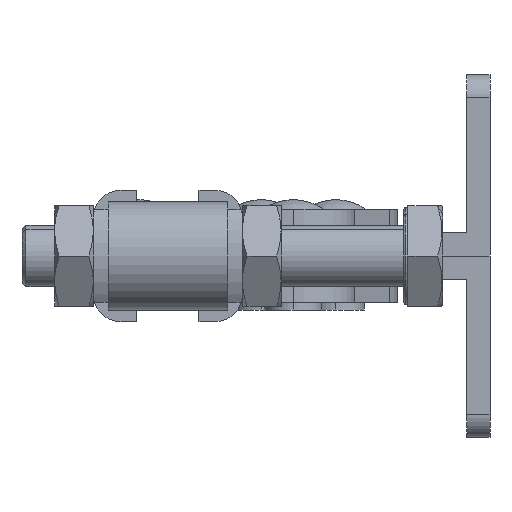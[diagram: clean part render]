
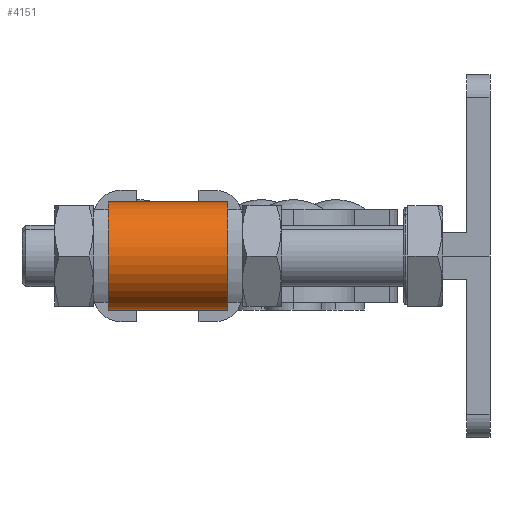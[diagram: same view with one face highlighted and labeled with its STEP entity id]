
A CAD part, left-side view. The second image highlights one B-rep face of the part: STEP entity #4151.
In plain terms, the highlighted cylindrical face has radius 7 mm (diameter 14 mm), a partial arc.
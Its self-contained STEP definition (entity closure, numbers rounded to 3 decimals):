
#915 = CARTESIAN_POINT ( 'NONE',  ( -107.802, 183.621, -7. ) ) ;
#953 = EDGE_CURVE ( 'NONE', #4760, #6310, #9206, .T. ) ;
#1180 = ORIENTED_EDGE ( 'NONE', *, *, #4122, .T. ) ;
#1580 = DIRECTION ( 'NONE',  ( 0., -1., 0. ) ) ;
#1648 = AXIS2_PLACEMENT_3D ( 'NONE', #3917, #5382, #4882 ) ;
#1865 = CYLINDRICAL_SURFACE ( 'NONE', #5206, 7. ) ;
#2668 = CARTESIAN_POINT ( 'NONE',  ( -107.802, 183.621, 7. ) ) ;
#2843 = EDGE_CURVE ( 'NONE', #3579, #4760, #3409, .T. ) ;
#2999 = VECTOR ( 'NONE', #7129, 1000. ) ;
#3302 = VECTOR ( 'NONE', #6773, 1000. ) ;
#3409 = CIRCLE ( 'NONE', #6250, 7. ) ;
#3579 = VERTEX_POINT ( 'NONE', #6439 ) ;
#3917 = CARTESIAN_POINT ( 'NONE',  ( -107.802, 34., 0. ) ) ;
#4122 = EDGE_CURVE ( 'NONE', #4678, #6310, #5980, .T. ) ;
#4130 = CARTESIAN_POINT ( 'NONE',  ( -107.802, 183.621, 0. ) ) ;
#4151 = ADVANCED_FACE ( 'NONE', ( #5755 ), #1865, .T. ) ;
#4273 = EDGE_LOOP ( 'NONE', ( #5294, #1180, #7053, #4879 ) ) ;
#4548 = CARTESIAN_POINT ( 'NONE',  ( -107.802, 34., 7. ) ) ;
#4678 = VERTEX_POINT ( 'NONE', #5869 ) ;
#4760 = VERTEX_POINT ( 'NONE', #5938 ) ;
#4879 = ORIENTED_EDGE ( 'NONE', *, *, #2843, .F. ) ;
#4882 = DIRECTION ( 'NONE',  ( 1., 0., 0. ) ) ;
#5206 = AXIS2_PLACEMENT_3D ( 'NONE', #4130, #1580, #6048 ) ;
#5225 = EDGE_CURVE ( 'NONE', #3579, #4678, #6888, .T. ) ;
#5294 = ORIENTED_EDGE ( 'NONE', *, *, #5225, .T. ) ;
#5382 = DIRECTION ( 'NONE',  ( 0., 1., 0. ) ) ;
#5496 = DIRECTION ( 'NONE',  ( 0., 1., 0. ) ) ;
#5755 = FACE_OUTER_BOUND ( 'NONE', #4273, .T. ) ;
#5869 = CARTESIAN_POINT ( 'NONE',  ( -107.802, 34., -7. ) ) ;
#5938 = CARTESIAN_POINT ( 'NONE',  ( -107.802, 49.5, 7. ) ) ;
#5980 = CIRCLE ( 'NONE', #1648, 7. ) ;
#6048 = DIRECTION ( 'NONE',  ( 1., 0., 0. ) ) ;
#6250 = AXIS2_PLACEMENT_3D ( 'NONE', #6887, #5496, #8929 ) ;
#6310 = VERTEX_POINT ( 'NONE', #4548 ) ;
#6439 = CARTESIAN_POINT ( 'NONE',  ( -107.802, 49.5, -7. ) ) ;
#6773 = DIRECTION ( 'NONE',  ( 0., -1., 0. ) ) ;
#6887 = CARTESIAN_POINT ( 'NONE',  ( -107.802, 49.5, 0. ) ) ;
#6888 = LINE ( 'NONE', #915, #2999 ) ;
#7053 = ORIENTED_EDGE ( 'NONE', *, *, #953, .F. ) ;
#7129 = DIRECTION ( 'NONE',  ( 0., -1., 0. ) ) ;
#8929 = DIRECTION ( 'NONE',  ( 1., 0., 0. ) ) ;
#9206 = LINE ( 'NONE', #2668, #3302 ) ;
